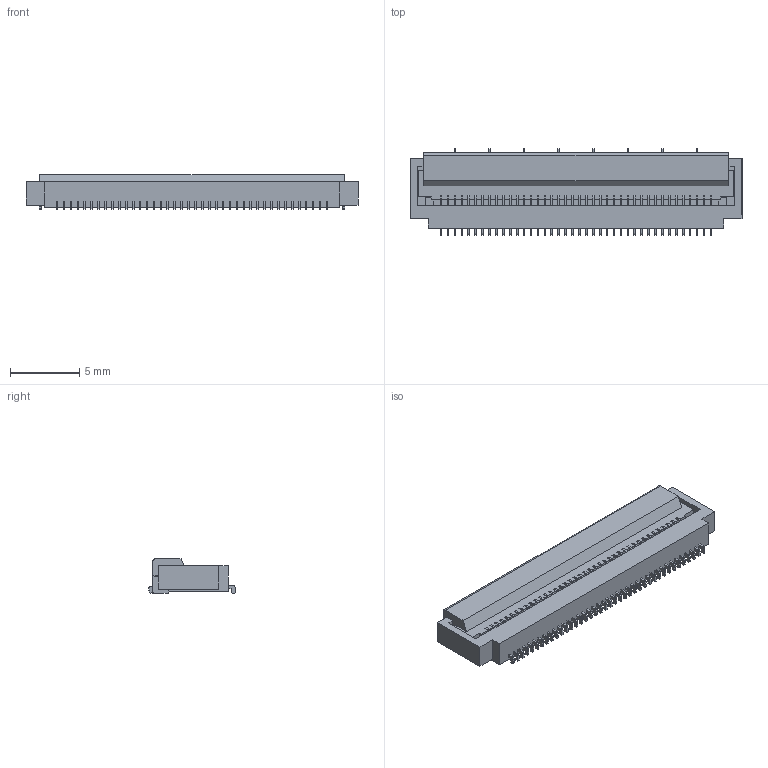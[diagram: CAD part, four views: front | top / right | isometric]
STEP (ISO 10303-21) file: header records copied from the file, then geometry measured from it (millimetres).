
FILE_DESCRIPTION((''),'2;1');
FILE_NAME('HIROSE_FH41-40S-0.5SH(05).stp','2012-10-15T16:00:13',(''),(''),'Mechanical Desktop 2011','Mechanical Desktop 2011',', , ');
FILE_SCHEMA(('AUTOMOTIVE_DESIGN { 1 2 10303 214 1 1 1 1 }'));
Length unit declared in the file: millimetre
Products named in the file (1): Product
Bounding box: 24 x 6.25 x 2.5 mm (x, y, z)
Volume: 193.3 mm3; surface area: 893.2 mm2
Topology: 94 solids, 94 shells, 1031 faces, 2529 edges, 1686 vertices
Faces by surface type: plane 866, cylinder 165
Entity records: 29999 total; most frequent: CARTESIAN_POINT 5247, ORIENTED_EDGE 5058, DIRECTION 4923, EDGE_CURVE 2529, VECTOR 2199, LINE 2199, VERTEX_POINT 1686, AXIS2_PLACEMENT_3D 1362
